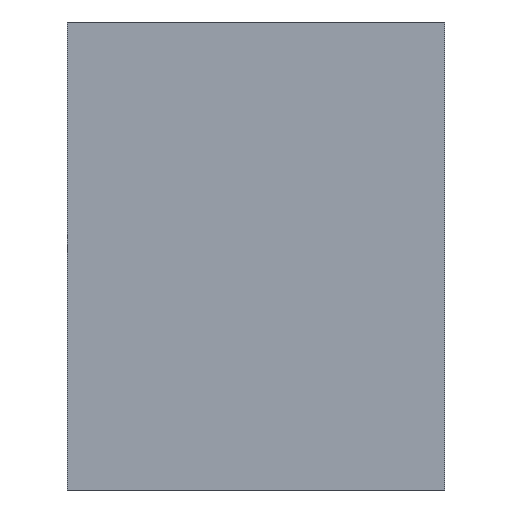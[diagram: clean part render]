
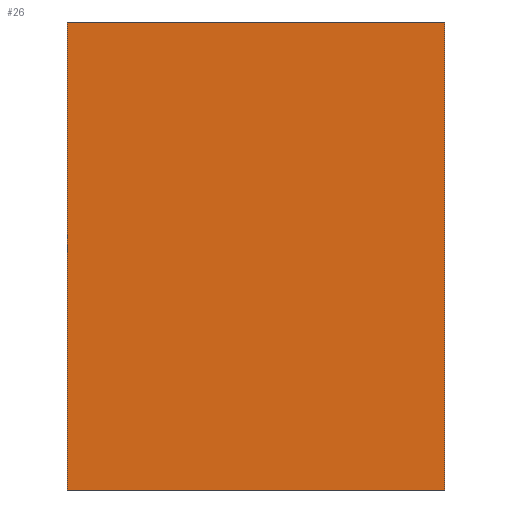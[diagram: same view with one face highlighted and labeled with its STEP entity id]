
A CAD part, left-side view. The second image highlights one B-rep face of the part: STEP entity #26.
In plain terms, the highlighted planar face has unit normal (-1, 0, 0).
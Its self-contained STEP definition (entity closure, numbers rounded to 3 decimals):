
#4 = LINE ( 'NONE', #54, #132 ) ;
#5 = CARTESIAN_POINT ( 'NONE',  ( 0., 22.44, 0. ) ) ;
#7 = LINE ( 'NONE', #12, #166 ) ;
#12 = CARTESIAN_POINT ( 'NONE',  ( 0., 22.44, -27.8 ) ) ;
#25 = ORIENTED_EDGE ( 'NONE', *, *, #76, .T. ) ;
#26 = ADVANCED_FACE ( 'NONE', ( #118 ), #138, .F. ) ;
#38 = CARTESIAN_POINT ( 'NONE',  ( 0., 0., 0. ) ) ;
#40 = ORIENTED_EDGE ( 'NONE', *, *, #136, .T. ) ;
#44 = EDGE_LOOP ( 'NONE', ( #40, #81, #70, #25 ) ) ;
#47 = LINE ( 'NONE', #38, #154 ) ;
#50 = DIRECTION ( 'NONE',  ( 0., 0., 1. ) ) ;
#54 = CARTESIAN_POINT ( 'NONE',  ( 0., 22.44, 0. ) ) ;
#56 = CARTESIAN_POINT ( 'NONE',  ( 0., 22.44, -27.8 ) ) ;
#65 = AXIS2_PLACEMENT_3D ( 'NONE', #137, #102, #119 ) ;
#70 = ORIENTED_EDGE ( 'NONE', *, *, #141, .F. ) ;
#74 = DIRECTION ( 'NONE',  ( 0., -1., 0. ) ) ;
#76 = EDGE_CURVE ( 'NONE', #87, #148, #7, .T. ) ;
#80 = DIRECTION ( 'NONE',  ( 0., -1., 0. ) ) ;
#81 = ORIENTED_EDGE ( 'NONE', *, *, #124, .F. ) ;
#87 = VERTEX_POINT ( 'NONE', #56 ) ;
#102 = DIRECTION ( 'NONE',  ( 1., 0., 0. ) ) ;
#107 = VERTEX_POINT ( 'NONE', #191 ) ;
#112 = CARTESIAN_POINT ( 'NONE',  ( 0., 22.44, 0. ) ) ;
#118 = FACE_OUTER_BOUND ( 'NONE', #44, .T. ) ;
#119 = DIRECTION ( 'NONE',  ( 0., 0., -1. ) ) ;
#123 = LINE ( 'NONE', #5, #125 ) ;
#124 = EDGE_CURVE ( 'NONE', #170, #107, #123, .T. ) ;
#125 = VECTOR ( 'NONE', #74, 1000. ) ;
#132 = VECTOR ( 'NONE', #50, 1000. ) ;
#133 = DIRECTION ( 'NONE',  ( 0., 0., 1. ) ) ;
#136 = EDGE_CURVE ( 'NONE', #148, #107, #47, .T. ) ;
#137 = CARTESIAN_POINT ( 'NONE',  ( 0., 22.44, 0. ) ) ;
#138 = PLANE ( 'NONE',  #65 ) ;
#141 = EDGE_CURVE ( 'NONE', #87, #170, #4, .T. ) ;
#148 = VERTEX_POINT ( 'NONE', #161 ) ;
#154 = VECTOR ( 'NONE', #133, 1000. ) ;
#161 = CARTESIAN_POINT ( 'NONE',  ( 0., 0., -27.8 ) ) ;
#166 = VECTOR ( 'NONE', #80, 1000. ) ;
#170 = VERTEX_POINT ( 'NONE', #112 ) ;
#191 = CARTESIAN_POINT ( 'NONE',  ( 0., 0., 0. ) ) ;
